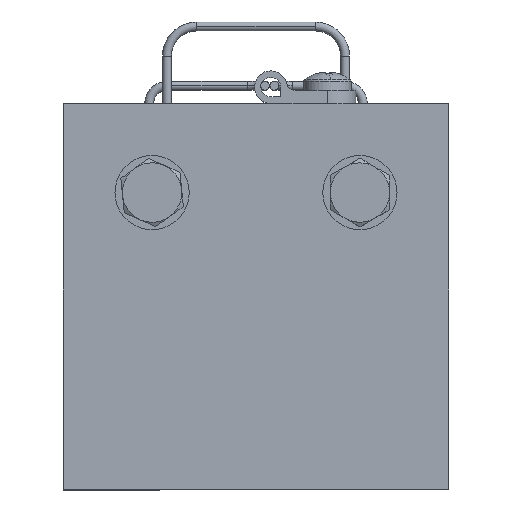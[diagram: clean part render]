
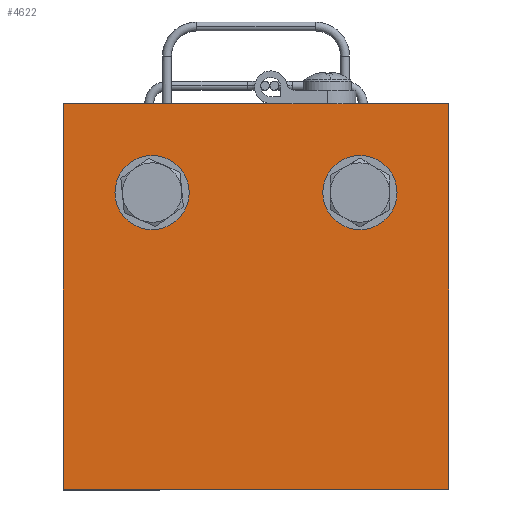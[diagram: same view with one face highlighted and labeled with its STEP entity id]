
A CAD part, top view. The second image highlights one B-rep face of the part: STEP entity #4622.
In plain terms, the highlighted planar face has unit normal (0, 0, 1).
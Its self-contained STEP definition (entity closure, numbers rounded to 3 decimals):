
#5 = VECTOR ( 'NONE', #244, 1000. ) ;
#149 = CARTESIAN_POINT ( 'NONE',  ( 0., 0., 6. ) ) ;
#244 = DIRECTION ( 'NONE',  ( -1., 0., 0. ) ) ;
#460 = ORIENTED_EDGE ( 'NONE', *, *, #10092, .F. ) ;
#708 = DIRECTION ( 'NONE',  ( 1., 0., 0. ) ) ;
#927 = FACE_OUTER_BOUND ( 'NONE', #3925, .T. ) ;
#1130 = LINE ( 'NONE', #5868, #5801 ) ;
#1168 = CARTESIAN_POINT ( 'NONE',  ( -32.5, 32.5, 6. ) ) ;
#1173 = EDGE_LOOP ( 'NONE', ( #4309, #8796 ) ) ;
#1319 = EDGE_CURVE ( 'NONE', #8119, #2175, #1130, .T. ) ;
#1440 = CARTESIAN_POINT ( 'NONE',  ( 17.5, 17.5, 6. ) ) ;
#1614 = DIRECTION ( 'NONE',  ( 1., 0., 0. ) ) ;
#1661 = AXIS2_PLACEMENT_3D ( 'NONE', #1891, #9131, #7389 ) ;
#1715 = CARTESIAN_POINT ( 'NONE',  ( -11.25, 17.5, 6. ) ) ;
#1794 = AXIS2_PLACEMENT_3D ( 'NONE', #149, #9635, #2543 ) ;
#1891 = CARTESIAN_POINT ( 'NONE',  ( -17.5, 17.5, 6. ) ) ;
#2114 = VERTEX_POINT ( 'NONE', #6827 ) ;
#2175 = VERTEX_POINT ( 'NONE', #8226 ) ;
#2210 = VERTEX_POINT ( 'NONE', #9823 ) ;
#2366 = LINE ( 'NONE', #6251, #5783 ) ;
#2543 = DIRECTION ( 'NONE',  ( 1., 0., 0. ) ) ;
#2595 = EDGE_CURVE ( 'NONE', #9899, #7073, #6969, .T. ) ;
#2614 = ORIENTED_EDGE ( 'NONE', *, *, #4525, .T. ) ;
#2791 = CARTESIAN_POINT ( 'NONE',  ( -23.75, 17.5, 6. ) ) ;
#2818 = CIRCLE ( 'NONE', #8612, 6.25 ) ;
#3150 = CARTESIAN_POINT ( 'NONE',  ( -32.5, 32.5, 6. ) ) ;
#3450 = CARTESIAN_POINT ( 'NONE',  ( 15.706, 32.5, 6. ) ) ;
#3460 = CARTESIAN_POINT ( 'NONE',  ( -32.5, -32.5, 6. ) ) ;
#3609 = ORIENTED_EDGE ( 'NONE', *, *, #8736, .T. ) ;
#3789 = CARTESIAN_POINT ( 'NONE',  ( -32.5, 32.5, 6. ) ) ;
#3925 = EDGE_LOOP ( 'NONE', ( #10251, #2614, #8120, #9799, #3609, #7270 ) ) ;
#4309 = ORIENTED_EDGE ( 'NONE', *, *, #9402, .T. ) ;
#4525 = EDGE_CURVE ( 'NONE', #2175, #7732, #6343, .T. ) ;
#4598 = CARTESIAN_POINT ( 'NONE',  ( -17.5, 17.5, 6. ) ) ;
#4622 = ADVANCED_FACE ( 'NONE', ( #4874, #8041, #927 ), #7267, .T. ) ;
#4677 = LINE ( 'NONE', #7787, #7968 ) ;
#4874 = FACE_BOUND ( 'NONE', #8767, .T. ) ;
#5025 = LINE ( 'NONE', #1168, #5 ) ;
#5039 = DIRECTION ( 'NONE',  ( 1., 0., 0. ) ) ;
#5183 = EDGE_CURVE ( 'NONE', #7234, #8119, #4677, .T. ) ;
#5563 = CARTESIAN_POINT ( 'NONE',  ( 32.5, -32.5, 6. ) ) ;
#5783 = VECTOR ( 'NONE', #8577, 1000. ) ;
#5801 = VECTOR ( 'NONE', #9025, 1000. ) ;
#5868 = CARTESIAN_POINT ( 'NONE',  ( 32.5, 32.5, 6. ) ) ;
#5876 = VERTEX_POINT ( 'NONE', #3150 ) ;
#5972 = CARTESIAN_POINT ( 'NONE',  ( 17.5, 17.5, 6. ) ) ;
#6117 = DIRECTION ( 'NONE',  ( 0., 0., 1. ) ) ;
#6251 = CARTESIAN_POINT ( 'NONE',  ( -32.5, 32.5, 6. ) ) ;
#6343 = LINE ( 'NONE', #8665, #9069 ) ;
#6814 = VERTEX_POINT ( 'NONE', #8029 ) ;
#6827 = CARTESIAN_POINT ( 'NONE',  ( 2.5, 32.5, 6. ) ) ;
#6902 = LINE ( 'NONE', #3789, #8048 ) ;
#6969 = CIRCLE ( 'NONE', #1661, 6.25 ) ;
#6989 = DIRECTION ( 'NONE',  ( -1., 0., 0. ) ) ;
#7073 = VERTEX_POINT ( 'NONE', #2791 ) ;
#7234 = VERTEX_POINT ( 'NONE', #3460 ) ;
#7267 = PLANE ( 'NONE',  #1794 ) ;
#7270 = ORIENTED_EDGE ( 'NONE', *, *, #5183, .T. ) ;
#7389 = DIRECTION ( 'NONE',  ( -1., 0., 0. ) ) ;
#7732 = VERTEX_POINT ( 'NONE', #3450 ) ;
#7761 = DIRECTION ( 'NONE',  ( 0., 0., -1. ) ) ;
#7778 = DIRECTION ( 'NONE',  ( -1., 0., 0. ) ) ;
#7787 = CARTESIAN_POINT ( 'NONE',  ( -32.5, -32.5, 6. ) ) ;
#7879 = ORIENTED_EDGE ( 'NONE', *, *, #9654, .F. ) ;
#7895 = DIRECTION ( 'NONE',  ( -1., 0., 0. ) ) ;
#7968 = VECTOR ( 'NONE', #1614, 1000. ) ;
#8029 = CARTESIAN_POINT ( 'NONE',  ( 23.75, 17.5, 6. ) ) ;
#8041 = FACE_BOUND ( 'NONE', #1173, .T. ) ;
#8048 = VECTOR ( 'NONE', #7778, 1000. ) ;
#8091 = AXIS2_PLACEMENT_3D ( 'NONE', #1440, #6117, #708 ) ;
#8119 = VERTEX_POINT ( 'NONE', #5563 ) ;
#8120 = ORIENTED_EDGE ( 'NONE', *, *, #10036, .T. ) ;
#8226 = CARTESIAN_POINT ( 'NONE',  ( 32.5, 32.5, 6. ) ) ;
#8251 = DIRECTION ( 'NONE',  ( 0., 0., 1. ) ) ;
#8329 = EDGE_CURVE ( 'NONE', #2114, #5876, #6902, .T. ) ;
#8577 = DIRECTION ( 'NONE',  ( 0., -1., 0. ) ) ;
#8612 = AXIS2_PLACEMENT_3D ( 'NONE', #4598, #7761, #6989 ) ;
#8665 = CARTESIAN_POINT ( 'NONE',  ( -32.5, 32.5, 6. ) ) ;
#8736 = EDGE_CURVE ( 'NONE', #5876, #7234, #2366, .T. ) ;
#8767 = EDGE_LOOP ( 'NONE', ( #460, #7879 ) ) ;
#8796 = ORIENTED_EDGE ( 'NONE', *, *, #2595, .T. ) ;
#8940 = AXIS2_PLACEMENT_3D ( 'NONE', #5972, #8251, #5039 ) ;
#9025 = DIRECTION ( 'NONE',  ( 0., 1., 0. ) ) ;
#9069 = VECTOR ( 'NONE', #7895, 1000. ) ;
#9131 = DIRECTION ( 'NONE',  ( 0., 0., -1. ) ) ;
#9402 = EDGE_CURVE ( 'NONE', #7073, #9899, #2818, .T. ) ;
#9635 = DIRECTION ( 'NONE',  ( 0., 0., 1. ) ) ;
#9654 = EDGE_CURVE ( 'NONE', #2210, #6814, #10105, .T. ) ;
#9799 = ORIENTED_EDGE ( 'NONE', *, *, #8329, .T. ) ;
#9823 = CARTESIAN_POINT ( 'NONE',  ( 11.25, 17.5, 6. ) ) ;
#9899 = VERTEX_POINT ( 'NONE', #1715 ) ;
#10036 = EDGE_CURVE ( 'NONE', #7732, #2114, #5025, .T. ) ;
#10092 = EDGE_CURVE ( 'NONE', #6814, #2210, #10246, .T. ) ;
#10105 = CIRCLE ( 'NONE', #8940, 6.25 ) ;
#10246 = CIRCLE ( 'NONE', #8091, 6.25 ) ;
#10251 = ORIENTED_EDGE ( 'NONE', *, *, #1319, .T. ) ;
